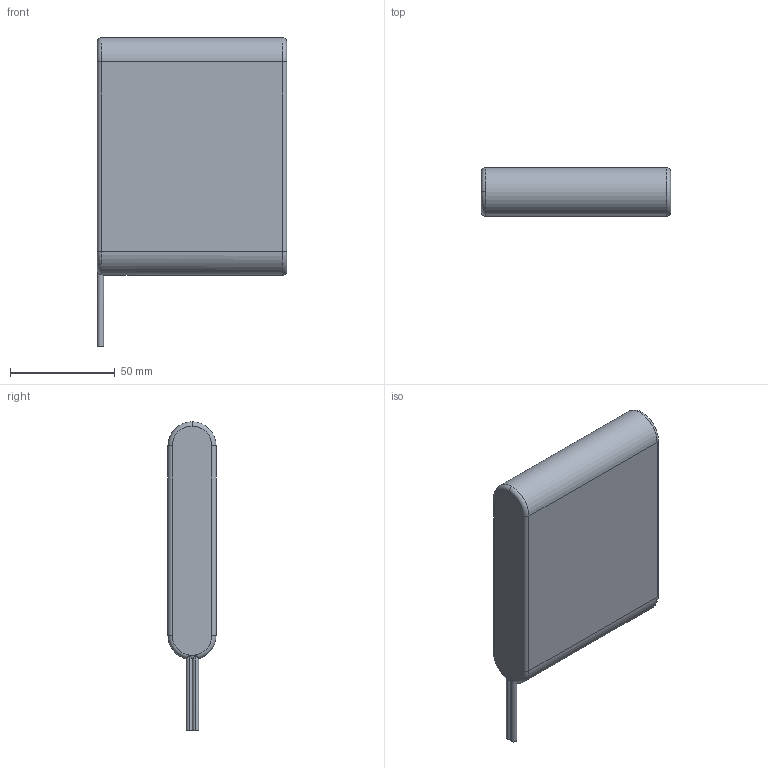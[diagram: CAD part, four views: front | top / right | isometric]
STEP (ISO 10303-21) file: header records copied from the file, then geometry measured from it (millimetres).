
FILE_DESCRIPTION (( 'STEP AP214' ), '1' );
FILE_NAME ('REV Robotics-REV-31-1302.STEP', '2020-05-11T19:51:06', ( '' ), ( '' ), 'SwSTEP 2.0', 'SolidWorks 2019', '' );
FILE_SCHEMA (( 'AUTOMOTIVE_DESIGN' ));
Length unit declared in the file: millimetre
Products named in the file (1): REV Robotics-REV-31-1302
Bounding box: 90.5 x 23 x 147.25 mm (x, y, z)
Volume: 226028.4 mm3; surface area: 28119.3 mm2
Topology: 1 solids, 1 shells, 25 faces, 56 edges, 33 vertices
Faces by surface type: cylinder 11, torus 7, plane 6, bspline 1
Entity records: 1076 total; most frequent: CARTESIAN_POINT 228, DIRECTION 121, ORIENTED_EDGE 112, EDGE_CURVE 56, AXIS2_PLACEMENT_3D 52, VERTEX_POINT 33, CIRCLE 27, UNCERTAINTY_MEASURE_WITH_UNIT 27
